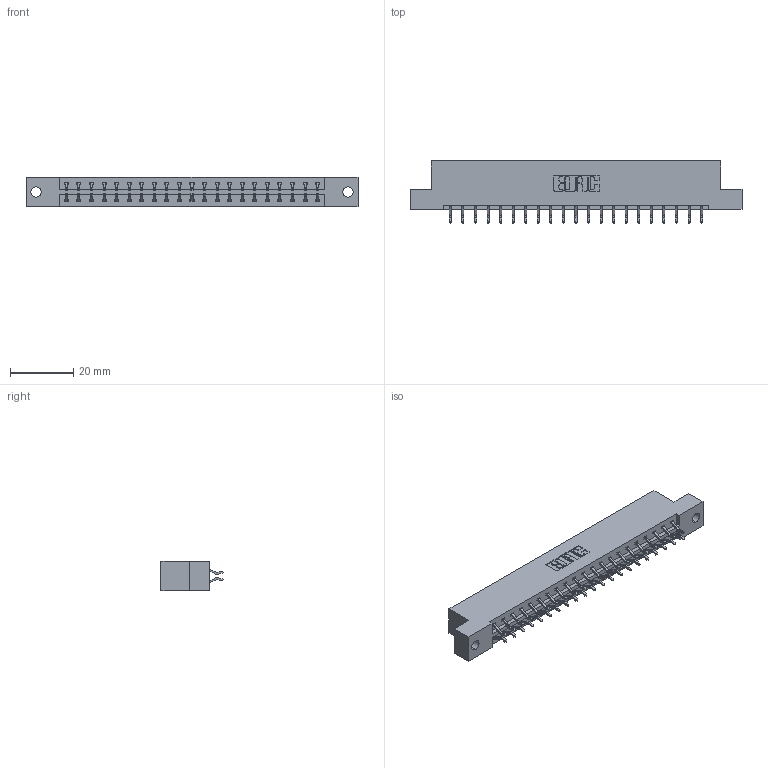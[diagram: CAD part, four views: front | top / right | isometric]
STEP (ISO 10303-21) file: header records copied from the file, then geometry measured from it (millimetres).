
FILE_DESCRIPTION (( 'STEP AP203' ), '1' );
FILE_NAME ('333-042-556-202.STEP', '2018-08-03T19:27:47', ( '' ), ( '' ), 'SwSTEP 2.0', 'SolidWorks 2016', '' );
FILE_SCHEMA (( 'CONFIG_CONTROL_DESIGN' ));
Length unit declared in the file: inch
Products named in the file (3): 333 Part_Flush - .128 Dia; 345-292-001_556 Tail; 333-042-556-202
Assembly tree (43 placements, depth 2):
  333-042-556-202
    333 Part_Flush - .128 Dia
    345-292-001_556 Tail  x42
Bounding box: 104.75 x 19.57 x 9.4 mm (x, y, z)
Volume: 10459.6 mm3; surface area: 11825.4 mm2
Topology: 43 solids, 43 shells, 2550 faces, 7577 edges, 4994 vertices
Faces by surface type: plane 1750, cylinder 800
Entity records: 16449 total; most frequent: CARTESIAN_POINT 2766, ORIENTED_EDGE 2690, DIRECTION 2389, EDGE_CURVE 1345, LINE 1209, VECTOR 1209, VERTEX_POINT 894, AXIS2_PLACEMENT_3D 590
